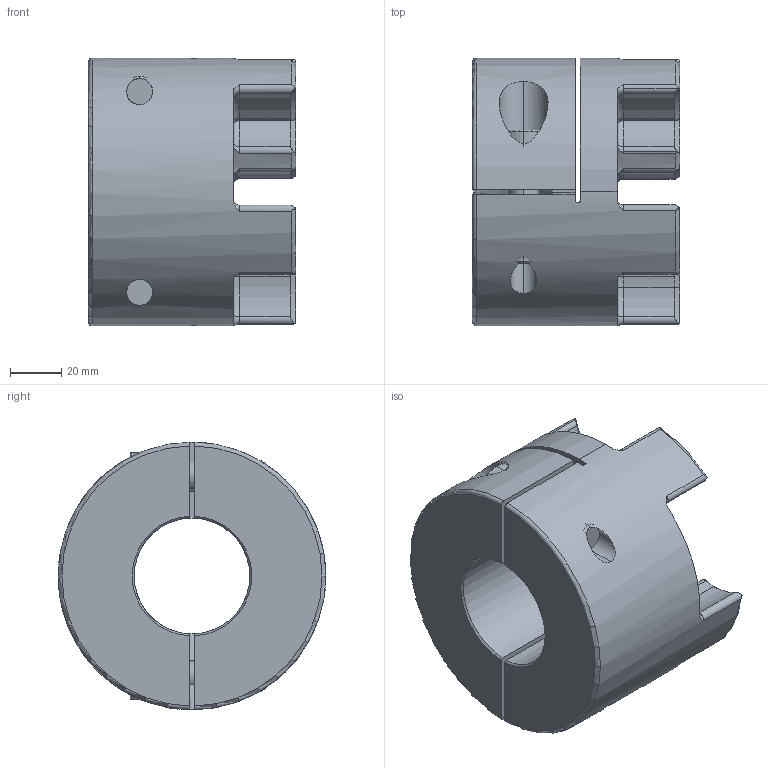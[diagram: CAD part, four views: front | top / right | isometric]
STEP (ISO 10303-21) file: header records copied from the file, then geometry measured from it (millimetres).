
FILE_DESCRIPTION (( 'STEP AP203' ), '1' );
FILE_NAME ('SJC-100C-45.step', '2021-04-15T12:43:45', ( '' ), ( '' ), 'SwSTEP 2.0', 'SolidWorks 2021', '' );
FILE_SCHEMA (( 'CONFIG_CONTROL_DESIGN' ));
Length unit declared in the file: millimetre
Products named in the file (1): SJC-100C-45
Bounding box: 80.5 x 104 x 104 mm (x, y, z)
Volume: 397096.9 mm3; surface area: 70240.9 mm2
Topology: 3 solids, 3 shells, 215 faces, 548 edges, 334 vertices
Faces by surface type: cylinder 78, torus 52, plane 52, cone 33
Entity records: 8978 total; most frequent: CARTESIAN_POINT 3743, DIRECTION 1126, ORIENTED_EDGE 1072, EDGE_CURVE 536, AXIS2_PLACEMENT_3D 474, VERTEX_POINT 334, CIRCLE 258, EDGE_LOOP 232
